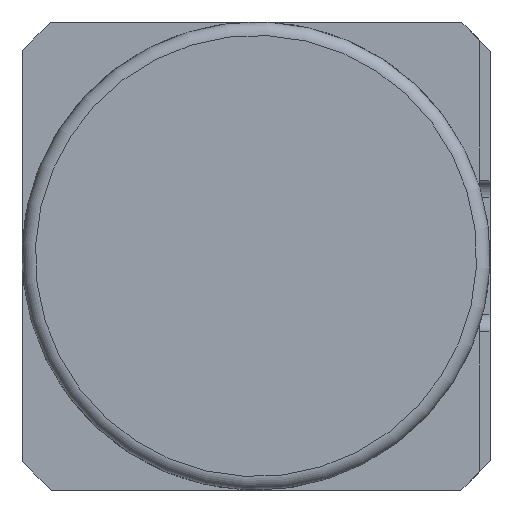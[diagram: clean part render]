
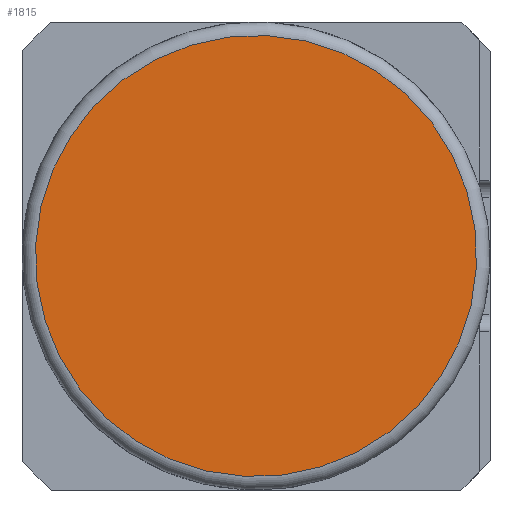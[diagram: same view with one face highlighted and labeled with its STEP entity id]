
A CAD part, front view. The second image highlights one B-rep face of the part: STEP entity #1815.
In plain terms, the highlighted planar face has unit normal (0, -1, 0).
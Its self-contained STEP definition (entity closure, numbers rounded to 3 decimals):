
#303=CIRCLE('',#1947,33.);
#424=PLANE('',#1946);
#571=FACE_OUTER_BOUND('',#678,.T.);
#678=EDGE_LOOP('',(#1254));
#826=VERTEX_POINT('',#2795);
#997=EDGE_CURVE('',#826,#826,#303,.T.);
#1254=ORIENTED_EDGE('',*,*,#997,.F.);
#1815=ADVANCED_FACE('',(#571),#424,.T.);
#1946=AXIS2_PLACEMENT_3D('',#2794,#2177,#2178);
#1947=AXIS2_PLACEMENT_3D('',#2796,#2179,#2180);
#2177=DIRECTION('center_axis',(0.,-1.,0.));
#2178=DIRECTION('ref_axis',(0.123,0.,-0.992));
#2179=DIRECTION('center_axis',(0.,1.,0.));
#2180=DIRECTION('ref_axis',(-0.992,0.,-0.123));
#2794=CARTESIAN_POINT('Origin',(17.366,-5.5,2.159));
#2795=CARTESIAN_POINT('',(-4.071,-5.5,32.748));
#2796=CARTESIAN_POINT('Origin',(0.,-5.5,0.));
